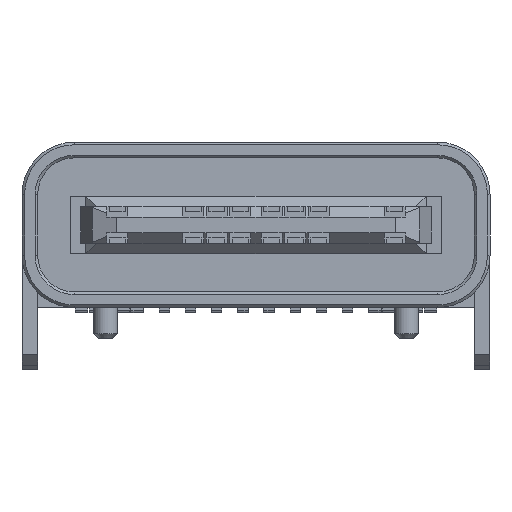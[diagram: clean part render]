
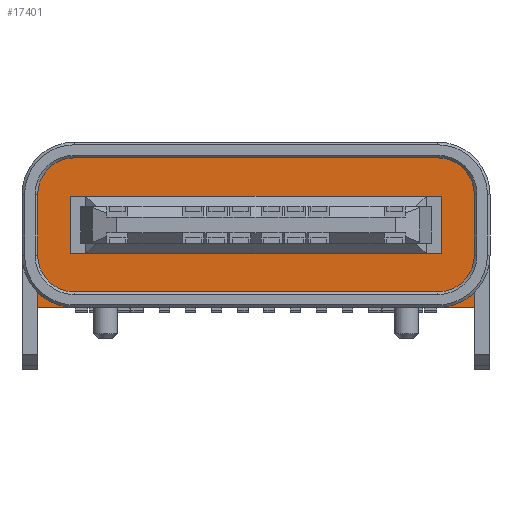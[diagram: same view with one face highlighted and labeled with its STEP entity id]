
A CAD part, front view. The second image highlights one B-rep face of the part: STEP entity #17401.
In plain terms, the highlighted planar face has unit normal (0, -1, 0).
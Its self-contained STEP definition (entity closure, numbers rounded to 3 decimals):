
#578 = DIRECTION ( 'NONE',  ( 0., 1., 0. ) ) ;
#629 = CARTESIAN_POINT ( 'NONE',  ( 3.55, 2.065, 2.13 ) ) ;
#1233 = VERTEX_POINT ( 'NONE', #33317 ) ;
#2658 = ORIENTED_EDGE ( 'NONE', *, *, #34361, .F. ) ;
#3004 = AXIS2_PLACEMENT_3D ( 'NONE', #29482, #32322, #26781 ) ;
#4518 = LINE ( 'NONE', #13126, #17390 ) ;
#4625 = CARTESIAN_POINT ( 'NONE',  ( -4.17, 2.065, 1. ) ) ;
#5255 = VERTEX_POINT ( 'NONE', #33082 ) ;
#6994 = ORIENTED_EDGE ( 'NONE', *, *, #25519, .T. ) ;
#7010 = CIRCLE ( 'NONE', #3004, 0.7 ) ;
#8196 = DIRECTION ( 'NONE',  ( 0., -1., 0. ) ) ;
#8894 = EDGE_CURVE ( 'NONE', #5255, #11815, #32252, .T. ) ;
#9653 = LINE ( 'NONE', #629, #24062 ) ;
#9865 = ORIENTED_EDGE ( 'NONE', *, *, #27362, .F. ) ;
#10849 = CIRCLE ( 'NONE', #19586, 0.7 ) ;
#11593 = EDGE_CURVE ( 'NONE', #25239, #21440, #10849, .T. ) ;
#11667 = ORIENTED_EDGE ( 'NONE', *, *, #21267, .T. ) ;
#11815 = VERTEX_POINT ( 'NONE', #20210 ) ;
#11856 = EDGE_CURVE ( 'NONE', #11815, #25239, #24288, .T. ) ;
#11943 = CARTESIAN_POINT ( 'NONE',  ( -3.55, 2.065, 2.13 ) ) ;
#12638 = ORIENTED_EDGE ( 'NONE', *, *, #8894, .F. ) ;
#13126 = CARTESIAN_POINT ( 'NONE',  ( -3.55, 2.065, 2.13 ) ) ;
#13351 = CARTESIAN_POINT ( 'NONE',  ( -3.47, 2.065, 2.86 ) ) ;
#13418 = CARTESIAN_POINT ( 'NONE',  ( -3.55, 2.065, 1.03 ) ) ;
#13467 = DIRECTION ( 'NONE',  ( 1., 0., 0. ) ) ;
#13720 = FACE_OUTER_BOUND ( 'NONE', #22468, .T. ) ;
#14467 = LINE ( 'NONE', #28750, #26930 ) ;
#14896 = ORIENTED_EDGE ( 'NONE', *, *, #24656, .F. ) ;
#15021 = VERTEX_POINT ( 'NONE', #19444 ) ;
#15609 = DIRECTION ( 'NONE',  ( 0., 0., 1. ) ) ;
#15819 = VECTOR ( 'NONE', #24484, 1000. ) ;
#16300 = PLANE ( 'NONE',  #20128 ) ;
#16307 = VECTOR ( 'NONE', #13467, 1000. ) ;
#16344 = VERTEX_POINT ( 'NONE', #31527 ) ;
#16855 = CARTESIAN_POINT ( 'NONE',  ( -4.17, 2.065, 11.334 ) ) ;
#17390 = VECTOR ( 'NONE', #27416, 1000. ) ;
#17401 = ADVANCED_FACE ( 'NONE', ( #21951, #13720 ), #16300, .T. ) ;
#18137 = LINE ( 'NONE', #11943, #34781 ) ;
#18616 = VERTEX_POINT ( 'NONE', #28866 ) ;
#19444 = CARTESIAN_POINT ( 'NONE',  ( -3.55, 2.065, 1.03 ) ) ;
#19586 = AXIS2_PLACEMENT_3D ( 'NONE', #31216, #578, #28881 ) ;
#19726 = CARTESIAN_POINT ( 'NONE',  ( -3.47, 2.065, 2.86 ) ) ;
#20128 = AXIS2_PLACEMENT_3D ( 'NONE', #16855, #8196, #22287 ) ;
#20210 = CARTESIAN_POINT ( 'NONE',  ( -4.17, 2.065, 0. ) ) ;
#20510 = DIRECTION ( 'NONE',  ( 0., 0., -1. ) ) ;
#21182 = ORIENTED_EDGE ( 'NONE', *, *, #21338, .T. ) ;
#21267 = EDGE_CURVE ( 'NONE', #1233, #24845, #9653, .T. ) ;
#21338 = EDGE_CURVE ( 'NONE', #5255, #27253, #14467, .T. ) ;
#21440 = VERTEX_POINT ( 'NONE', #13351 ) ;
#21951 = FACE_BOUND ( 'NONE', #34446, .T. ) ;
#22287 = DIRECTION ( 'NONE',  ( 0., 0., 1. ) ) ;
#22468 = EDGE_LOOP ( 'NONE', ( #6994, #2658, #35234, #26204, #12638, #21182 ) ) ;
#22854 = ORIENTED_EDGE ( 'NONE', *, *, #27754, .F. ) ;
#23721 = DIRECTION ( 'NONE',  ( -1., 0., 0. ) ) ;
#24062 = VECTOR ( 'NONE', #20510, 1000. ) ;
#24288 = LINE ( 'NONE', #4625, #26465 ) ;
#24484 = DIRECTION ( 'NONE',  ( 1., 0., 0. ) ) ;
#24656 = EDGE_CURVE ( 'NONE', #16344, #15021, #4518, .T. ) ;
#24845 = VERTEX_POINT ( 'NONE', #31339 ) ;
#24887 = LINE ( 'NONE', #19726, #16307 ) ;
#25239 = VERTEX_POINT ( 'NONE', #35091 ) ;
#25519 = EDGE_CURVE ( 'NONE', #27253, #18616, #7010, .T. ) ;
#25687 = DIRECTION ( 'NONE',  ( 0., 0., 1. ) ) ;
#26204 = ORIENTED_EDGE ( 'NONE', *, *, #11856, .F. ) ;
#26373 = DIRECTION ( 'NONE',  ( -1., 0., 0. ) ) ;
#26465 = VECTOR ( 'NONE', #15609, 1000. ) ;
#26722 = CARTESIAN_POINT ( 'NONE',  ( 4.17, 2.065, 0. ) ) ;
#26781 = DIRECTION ( 'NONE',  ( 0., 0., 1. ) ) ;
#26930 = VECTOR ( 'NONE', #25687, 1000. ) ;
#27253 = VERTEX_POINT ( 'NONE', #35597 ) ;
#27360 = LINE ( 'NONE', #13418, #15819 ) ;
#27362 = EDGE_CURVE ( 'NONE', #1233, #16344, #18137, .T. ) ;
#27416 = DIRECTION ( 'NONE',  ( 0., 0., -1. ) ) ;
#27754 = EDGE_CURVE ( 'NONE', #15021, #24845, #27360, .T. ) ;
#28750 = CARTESIAN_POINT ( 'NONE',  ( 4.17, 2.065, 1. ) ) ;
#28866 = CARTESIAN_POINT ( 'NONE',  ( 3.47, 2.065, 2.86 ) ) ;
#28881 = DIRECTION ( 'NONE',  ( 0., 0., 1. ) ) ;
#29482 = CARTESIAN_POINT ( 'NONE',  ( 3.47, 2.065, 2.16 ) ) ;
#30846 = VECTOR ( 'NONE', #26373, 1000. ) ;
#31216 = CARTESIAN_POINT ( 'NONE',  ( -3.47, 2.065, 2.16 ) ) ;
#31339 = CARTESIAN_POINT ( 'NONE',  ( 3.55, 2.065, 1.03 ) ) ;
#31527 = CARTESIAN_POINT ( 'NONE',  ( -3.55, 2.065, 2.13 ) ) ;
#32252 = LINE ( 'NONE', #26722, #30846 ) ;
#32322 = DIRECTION ( 'NONE',  ( 0., -1., 0. ) ) ;
#33082 = CARTESIAN_POINT ( 'NONE',  ( 4.17, 2.065, 0. ) ) ;
#33317 = CARTESIAN_POINT ( 'NONE',  ( 3.55, 2.065, 2.13 ) ) ;
#34361 = EDGE_CURVE ( 'NONE', #21440, #18616, #24887, .T. ) ;
#34446 = EDGE_LOOP ( 'NONE', ( #9865, #11667, #22854, #14896 ) ) ;
#34781 = VECTOR ( 'NONE', #23721, 1000. ) ;
#35091 = CARTESIAN_POINT ( 'NONE',  ( -4.17, 2.065, 2.16 ) ) ;
#35234 = ORIENTED_EDGE ( 'NONE', *, *, #11593, .F. ) ;
#35597 = CARTESIAN_POINT ( 'NONE',  ( 4.17, 2.065, 2.16 ) ) ;
